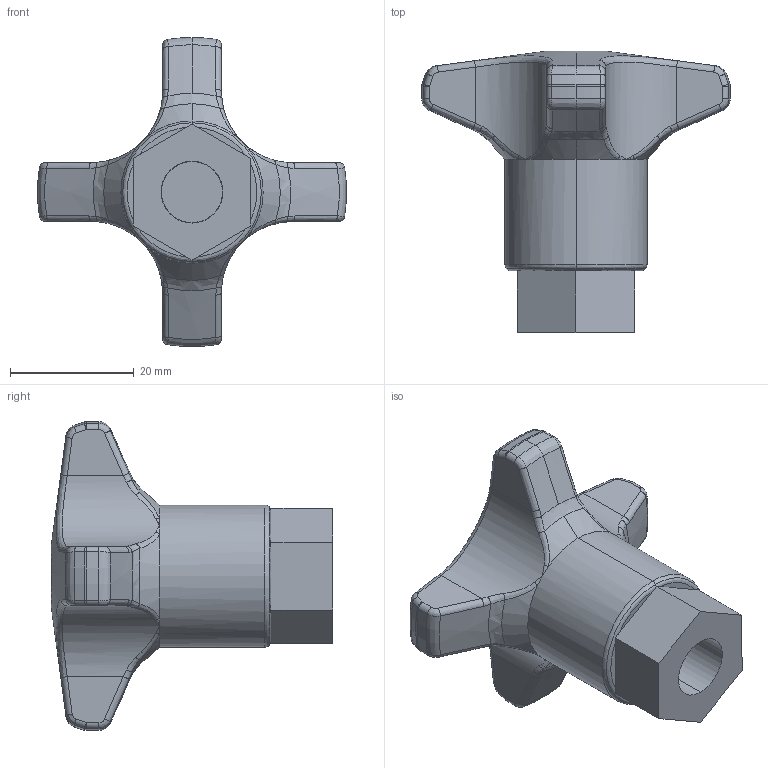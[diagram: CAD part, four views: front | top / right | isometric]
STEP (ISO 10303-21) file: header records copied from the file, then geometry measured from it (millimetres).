
FILE_DESCRIPTION (( 'STEP AP214' ), '1' );
FILE_NAME ('Rexnord-S0182-645141N.STEP', '2023-08-01T12:21:15', ( '' ), ( '' ), 'SwSTEP 2.0', 'SolidWorks 2022', '' );
FILE_SCHEMA (( 'AUTOMOTIVE_DESIGN' ));
Length unit declared in the file: millimetre
Products named in the file (2): Rexnord-S0182-645141N; Rexnord-S0182-645141N_645141N
Assembly tree (1 placements, depth 2):
  Rexnord-S0182-645141N
    Rexnord-S0182-645141N_645141N
Bounding box: 49.93 x 45.5 x 49.97 mm (x, y, z)
Surface area: 6619.3 mm2 (no closed solid volume)
Topology: 0 solids, 2 shells, 171 faces, 431 edges, 246 vertices
Faces by surface type: bspline 100, cylinder 37, plane 17, cone 17
Entity records: 12869 total; most frequent: CARTESIAN_POINT 7944, ORIENTED_EDGE 802, EDGE_CURVE 406, DIRECTION 358, B_SPLINE_CURVE_WITH_KNOTS 261, VERTEX_POINT 242, UNCERTAINTY_MEASURE_WITH_UNIT 170, EDGE_LOOP 169
